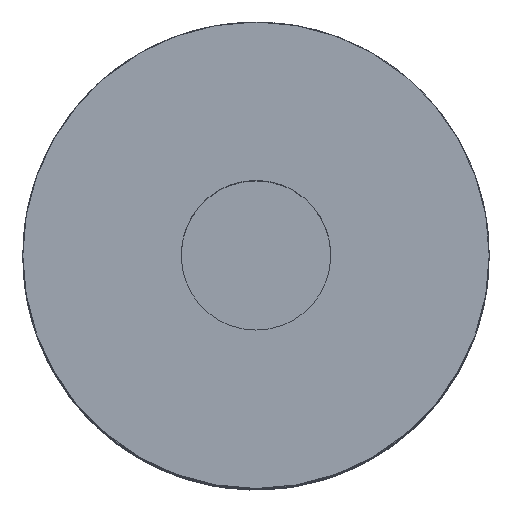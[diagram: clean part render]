
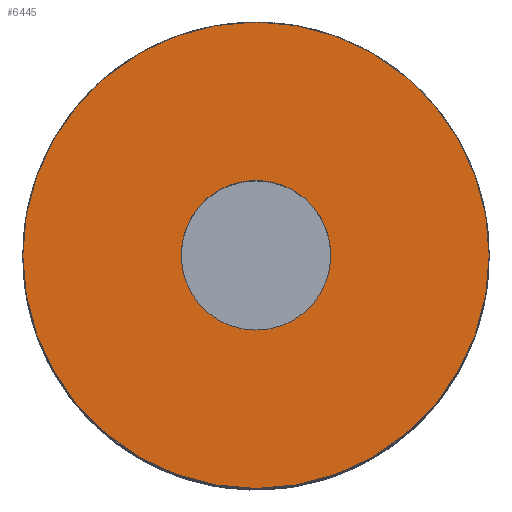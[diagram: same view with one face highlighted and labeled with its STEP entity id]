
A CAD part, top view. The second image highlights one B-rep face of the part: STEP entity #6445.
In plain terms, the highlighted face is planar.
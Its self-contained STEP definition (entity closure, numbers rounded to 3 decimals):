
#88 = DIRECTION ( 'NONE',  ( 0., 0., -1. ) ) ;
#268 = ORIENTED_EDGE ( 'NONE', *, *, #4219, .F. ) ;
#606 = DIRECTION ( 'NONE',  ( 1., 0., 0. ) ) ;
#613 = CIRCLE ( 'NONE', #10310, 5.615 ) ;
#849 = DIRECTION ( 'NONE',  ( 1., 0., 0. ) ) ;
#1026 = ORIENTED_EDGE ( 'NONE', *, *, #9495, .F. ) ;
#1079 = CARTESIAN_POINT ( 'NONE',  ( 0., 0., 0. ) ) ;
#1877 = DIRECTION ( 'NONE',  ( 0., 0., -1. ) ) ;
#1973 = CARTESIAN_POINT ( 'NONE',  ( -5.615, 0., 0. ) ) ;
#2150 = CARTESIAN_POINT ( 'NONE',  ( 0., 0., 0. ) ) ;
#2420 = CIRCLE ( 'NONE', #14761, 17.5 ) ;
#2954 = DIRECTION ( 'NONE',  ( 0., 0., -1. ) ) ;
#3084 = VERTEX_POINT ( 'NONE', #3950 ) ;
#3221 = PLANE ( 'NONE',  #3637 ) ;
#3469 = VERTEX_POINT ( 'NONE', #1973 ) ;
#3637 = AXIS2_PLACEMENT_3D ( 'NONE', #2150, #5570, #11327 ) ;
#3950 = CARTESIAN_POINT ( 'NONE',  ( -17.5, 0., 0. ) ) ;
#4123 = EDGE_LOOP ( 'NONE', ( #10951, #6187 ) ) ;
#4219 = EDGE_CURVE ( 'NONE', #3469, #11043, #613, .T. ) ;
#4360 = AXIS2_PLACEMENT_3D ( 'NONE', #5164, #2954, #606 ) ;
#5164 = CARTESIAN_POINT ( 'NONE',  ( 0., 0., 0. ) ) ;
#5252 = CARTESIAN_POINT ( 'NONE',  ( 0., 0., 0. ) ) ;
#5570 = DIRECTION ( 'NONE',  ( 0., 0., -1. ) ) ;
#5646 = FACE_BOUND ( 'NONE', #7022, .T. ) ;
#6187 = ORIENTED_EDGE ( 'NONE', *, *, #12845, .T. ) ;
#6445 = ADVANCED_FACE ( 'NONE', ( #13590, #5646 ), #3221, .T. ) ;
#6515 = CARTESIAN_POINT ( 'NONE',  ( 5.615, 0., 0. ) ) ;
#7022 = EDGE_LOOP ( 'NONE', ( #1026, #268 ) ) ;
#7134 = DIRECTION ( 'NONE',  ( 1., 0., 0. ) ) ;
#7727 = EDGE_CURVE ( 'NONE', #3084, #9361, #2420, .T. ) ;
#7800 = CARTESIAN_POINT ( 'NONE',  ( 0., 0., 0. ) ) ;
#8733 = DIRECTION ( 'NONE',  ( 0., 0., -1. ) ) ;
#9361 = VERTEX_POINT ( 'NONE', #12673 ) ;
#9495 = EDGE_CURVE ( 'NONE', #11043, #3469, #10159, .T. ) ;
#10076 = DIRECTION ( 'NONE',  ( 1., 0., 0. ) ) ;
#10159 = CIRCLE ( 'NONE', #4360, 5.615 ) ;
#10310 = AXIS2_PLACEMENT_3D ( 'NONE', #7800, #1877, #10076 ) ;
#10650 = AXIS2_PLACEMENT_3D ( 'NONE', #1079, #88, #7134 ) ;
#10878 = CIRCLE ( 'NONE', #10650, 17.5 ) ;
#10951 = ORIENTED_EDGE ( 'NONE', *, *, #7727, .T. ) ;
#11043 = VERTEX_POINT ( 'NONE', #6515 ) ;
#11327 = DIRECTION ( 'NONE',  ( 1., 0., 0. ) ) ;
#12673 = CARTESIAN_POINT ( 'NONE',  ( 17.5, 0., 0. ) ) ;
#12845 = EDGE_CURVE ( 'NONE', #9361, #3084, #10878, .T. ) ;
#13590 = FACE_OUTER_BOUND ( 'NONE', #4123, .T. ) ;
#14761 = AXIS2_PLACEMENT_3D ( 'NONE', #5252, #8733, #849 ) ;
